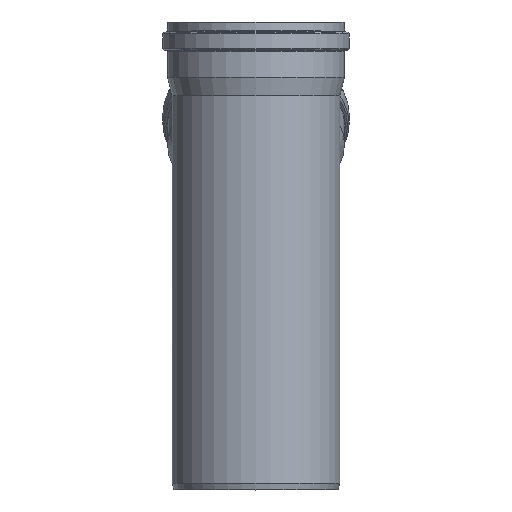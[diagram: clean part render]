
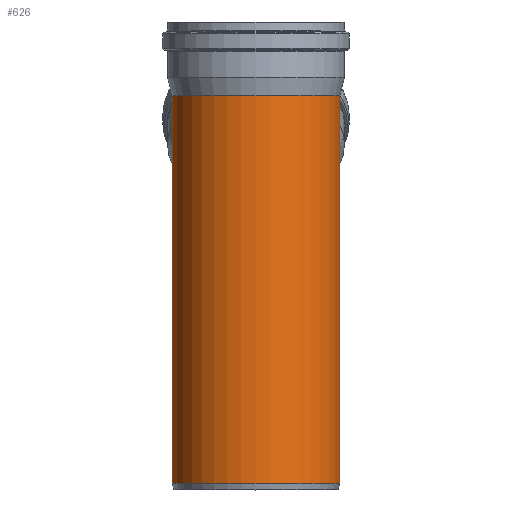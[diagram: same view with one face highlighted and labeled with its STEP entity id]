
A CAD part, top view. The second image highlights one B-rep face of the part: STEP entity #626.
In plain terms, the highlighted cylindrical face has radius 250 mm (diameter 500 mm), a full revolution.
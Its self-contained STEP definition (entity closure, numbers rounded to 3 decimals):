
#63=CYLINDRICAL_SURFACE('',#691,250.);
#81=B_SPLINE_CURVE_WITH_KNOTS('',3,(#2800,#2801,#2802,#2803,#2804,#2805,
#2806,#2807,#2808,#2809,#2810,#2811,#2812,#2813,#2814,#2815,#2816,#2817,
#2818,#2819,#2820,#2821,#2822,#2823,#2824,#2825,#2826,#2827,#2828,#2829,
#2830,#2831,#2832,#2833,#2834,#2835,#2836,#2837,#2838,#2839,#2840,#2841,
#2842,#2843,#2844,#2845,#2846,#2847,#2848,#2849,#2850,#2851,#2852,#2853,
#2854,#2855,#2856,#2857,#2858,#2859,#2860,#2861,#2862,#2863,#2864,#2865,
#2866,#2867,#2868,#2869,#2870,#2871),.UNSPECIFIED.,.T.,.F.,(4,1,1,1,1,1,
1,1,1,1,1,1,1,1,1,1,1,1,1,1,1,1,1,1,1,1,1,1,1,1,1,1,1,1,1,1,1,1,1,1,1,1,
1,1,1,1,1,1,1,1,1,1,1,1,1,1,1,1,1,1,1,1,1,1,1,1,1,1,1,4),(-215.328,
-214.968,-214.847,-214.367,-213.886,
-213.405,-212.685,-212.444,-211.483,
-209.56,-208.118,-207.638,-203.793,
-199.947,-198.025,-192.257,-184.567,
-179.44,-174.313,-169.186,-161.496,
-153.806,-149.961,-146.115,-144.193,
-142.27,-141.309,-140.348,-139.867,
-139.386,-138.906,-138.425,-137.784,-137.143,
-136.503,-135.862,-133.298,-130.735,
-126.89,-123.045,-117.918,-112.791,
-102.537,-97.41,-92.283,-87.157,
-82.03,-78.612,-75.194,-71.776,
-70.067,-68.358,-66.649,-64.086,
-61.522,-57.677,-53.832,-49.987,
-46.142,-41.015,-35.888,-30.761,
-23.071,-15.381,-7.69,-3.845,
-1.923,-1.442,-0.961,0.),
 .UNSPECIFIED.);
#86=CIRCLE('',#692,250.);
#87=CIRCLE('',#693,250.);
#142=FACE_BOUND('',#265,.T.);
#143=FACE_BOUND('',#266,.T.);
#201=FACE_OUTER_BOUND('',#264,.T.);
#264=EDGE_LOOP('',(#510));
#265=EDGE_LOOP('',(#511));
#266=EDGE_LOOP('',(#512));
#379=VERTEX_POINT('',#2457);
#381=VERTEX_POINT('',#2874);
#382=VERTEX_POINT('',#2876);
#441=EDGE_CURVE('',#379,#379,#81,.T.);
#442=EDGE_CURVE('',#381,#381,#86,.T.);
#443=EDGE_CURVE('',#382,#382,#87,.T.);
#510=ORIENTED_EDGE('',*,*,#442,.F.);
#511=ORIENTED_EDGE('',*,*,#443,.T.);
#512=ORIENTED_EDGE('',*,*,#441,.F.);
#626=ADVANCED_FACE('',(#201,#142,#143),#63,.T.);
#691=AXIS2_PLACEMENT_3D('',#2873,#820,#821);
#692=AXIS2_PLACEMENT_3D('',#2875,#822,#823);
#693=AXIS2_PLACEMENT_3D('',#2877,#824,#825);
#820=DIRECTION('center_axis',(0.,-1.,0.));
#821=DIRECTION('ref_axis',(1.,0.,0.));
#822=DIRECTION('center_axis',(0.,-1.,0.));
#823=DIRECTION('ref_axis',(1.,0.,0.));
#824=DIRECTION('center_axis',(0.,-1.,0.));
#825=DIRECTION('ref_axis',(1.,0.,0.));
#2457=CARTESIAN_POINT('',(249.608,501.618,-14.001));
#2800=CARTESIAN_POINT('Ctrl Pts',(249.608,501.619,-14.001));
#2801=CARTESIAN_POINT('Ctrl Pts',(249.607,500.329,-14.013));
#2802=CARTESIAN_POINT('Ctrl Pts',(249.6,498.605,-14.138));
#2803=CARTESIAN_POINT('Ctrl Pts',(249.559,495.237,-14.84));
#2804=CARTESIAN_POINT('Ctrl Pts',(249.472,491.62,-16.31));
#2805=CARTESIAN_POINT('Ctrl Pts',(249.244,487.603,-19.548));
#2806=CARTESIAN_POINT('Ctrl Pts',(248.858,483.719,-24.053));
#2807=CARTESIAN_POINT('Ctrl Pts',(248.408,480.908,-28.293));
#2808=CARTESIAN_POINT('Ctrl Pts',(247.687,477.438,-34.092));
#2809=CARTESIAN_POINT('Ctrl Pts',(246.282,472.298,-43.692));
#2810=CARTESIAN_POINT('Ctrl Pts',(243.549,465.857,-57.205));
#2811=CARTESIAN_POINT('Ctrl Pts',(240.289,460.368,-69.232));
#2812=CARTESIAN_POINT('Ctrl Pts',(234.707,452.35,-87.123));
#2813=CARTESIAN_POINT('Ctrl Pts',(224.665,441.567,-111.806));
#2814=CARTESIAN_POINT('Ctrl Pts',(208.441,429.824,-139.067));
#2815=CARTESIAN_POINT('Ctrl Pts',(185.088,416.723,-169.635));
#2816=CARTESIAN_POINT('Ctrl Pts',(147.497,401.3,-205.796));
#2817=CARTESIAN_POINT('Ctrl Pts',(90.274,388.285,-236.408));
#2818=CARTESIAN_POINT('Ctrl Pts',(28.67,382.378,-250.312));
#2819=CARTESIAN_POINT('Ctrl Pts',(-25.666,382.24,-250.639));
#2820=CARTESIAN_POINT('Ctrl Pts',(-87.463,387.835,-237.465));
#2821=CARTESIAN_POINT('Ctrl Pts',(-151.051,401.89,-204.413));
#2822=CARTESIAN_POINT('Ctrl Pts',(-196.901,421.799,-157.72));
#2823=CARTESIAN_POINT('Ctrl Pts',(-223.429,440.502,-114.272));
#2824=CARTESIAN_POINT('Ctrl Pts',(-235.596,453.155,-85.249));
#2825=CARTESIAN_POINT('Ctrl Pts',(-242.582,463.905,-61.386));
#2826=CARTESIAN_POINT('Ctrl Pts',(-245.798,470.995,-46.349));
#2827=CARTESIAN_POINT('Ctrl Pts',(-247.668,477.191,-34.457));
#2828=CARTESIAN_POINT('Ctrl Pts',(-248.545,481.511,-27.189));
#2829=CARTESIAN_POINT('Ctrl Pts',(-249.061,485.58,-21.766));
#2830=CARTESIAN_POINT('Ctrl Pts',(-249.351,489.16,-18.109));
#2831=CARTESIAN_POINT('Ctrl Pts',(-249.534,493.523,-15.31));
#2832=CARTESIAN_POINT('Ctrl Pts',(-249.616,499.135,-13.848));
#2833=CARTESIAN_POINT('Ctrl Pts',(-249.607,505.485,-14.024));
#2834=CARTESIAN_POINT('Ctrl Pts',(-249.536,512.264,-15.252));
#2835=CARTESIAN_POINT('Ctrl Pts',(-249.425,518.929,-16.974));
#2836=CARTESIAN_POINT('Ctrl Pts',(-249.14,531.986,-20.97));
#2837=CARTESIAN_POINT('Ctrl Pts',(-248.488,551.464,-28.045));
#2838=CARTESIAN_POINT('Ctrl Pts',(-246.954,581.514,-39.58));
#2839=CARTESIAN_POINT('Ctrl Pts',(-244.5,615.22,-52.917));
#2840=CARTESIAN_POINT('Ctrl Pts',(-240.292,657.491,-69.812));
#2841=CARTESIAN_POINT('Ctrl Pts',(-234.147,703.947,-88.512));
#2842=CARTESIAN_POINT('Ctrl Pts',(-222.578,770.8,-115.501));
#2843=CARTESIAN_POINT('Ctrl Pts',(-206.669,837.128,-142.353));
#2844=CARTESIAN_POINT('Ctrl Pts',(-185.235,901.856,-168.577));
#2845=CARTESIAN_POINT('Ctrl Pts',(-165.795,949.371,-187.839));
#2846=CARTESIAN_POINT('Ctrl Pts',(-142.211,995.183,-206.415));
#2847=CARTESIAN_POINT('Ctrl Pts',(-116.441,1033.456,-221.938));
#2848=CARTESIAN_POINT('Ctrl Pts',(-89.013,1063.543,-234.143));
#2849=CARTESIAN_POINT('Ctrl Pts',(-61.323,1085.435,-243.024));
#2850=CARTESIAN_POINT('Ctrl Pts',(-34.132,1098.057,-248.145));
#2851=CARTESIAN_POINT('Ctrl Pts',(-10.508,1102.615,-249.994));
#2852=CARTESIAN_POINT('Ctrl Pts',(7.553,1102.883,-250.103));
#2853=CARTESIAN_POINT('Ctrl Pts',(28.331,1099.472,-248.719));
#2854=CARTESIAN_POINT('Ctrl Pts',(50.677,1090.833,-245.214));
#2855=CARTESIAN_POINT('Ctrl Pts',(76.851,1074.127,-238.437));
#2856=CARTESIAN_POINT('Ctrl Pts',(102.406,1050.034,-228.663));
#2857=CARTESIAN_POINT('Ctrl Pts',(126.437,1019.244,-216.174));
#2858=CARTESIAN_POINT('Ctrl Pts',(146.816,986.254,-202.795));
#2859=CARTESIAN_POINT('Ctrl Pts',(166.257,947.978,-187.274));
#2860=CARTESIAN_POINT('Ctrl Pts',(184.267,904.473,-169.639));
#2861=CARTESIAN_POINT('Ctrl Pts',(200.525,855.948,-149.975));
#2862=CARTESIAN_POINT('Ctrl Pts',(216.181,798.501,-126.718));
#2863=CARTESIAN_POINT('Ctrl Pts',(230.02,731.891,-99.773));
#2864=CARTESIAN_POINT('Ctrl Pts',(240.914,656.162,-69.263));
#2865=CARTESIAN_POINT('Ctrl Pts',(246.485,592.637,-43.869));
#2866=CARTESIAN_POINT('Ctrl Pts',(248.66,547.843,-26.603));
#2867=CARTESIAN_POINT('Ctrl Pts',(249.266,526.766,-19.276));
#2868=CARTESIAN_POINT('Ctrl Pts',(249.461,516.857,-16.423));
#2869=CARTESIAN_POINT('Ctrl Pts',(249.564,510.186,-14.802));
#2870=CARTESIAN_POINT('Ctrl Pts',(249.609,505.059,-13.97));
#2871=CARTESIAN_POINT('Ctrl Pts',(249.608,501.619,-14.001));
#2873=CARTESIAN_POINT('Origin',(0.,597.5,0.));
#2874=CARTESIAN_POINT('',(250.,20.,0.));
#2875=CARTESIAN_POINT('Origin',(0.,20.,0.));
#2876=CARTESIAN_POINT('',(250.,1175.,0.));
#2877=CARTESIAN_POINT('Origin',(0.,1175.,0.));
